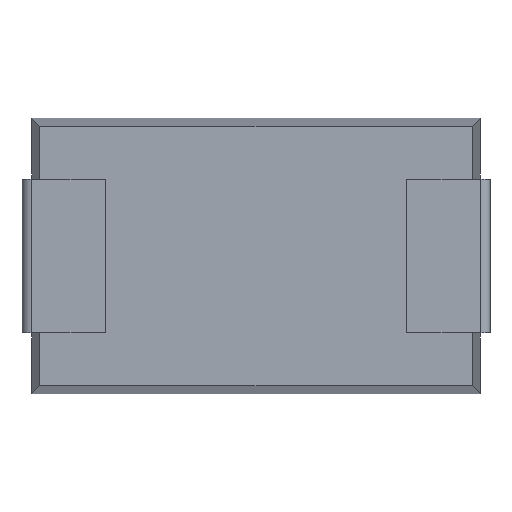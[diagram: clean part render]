
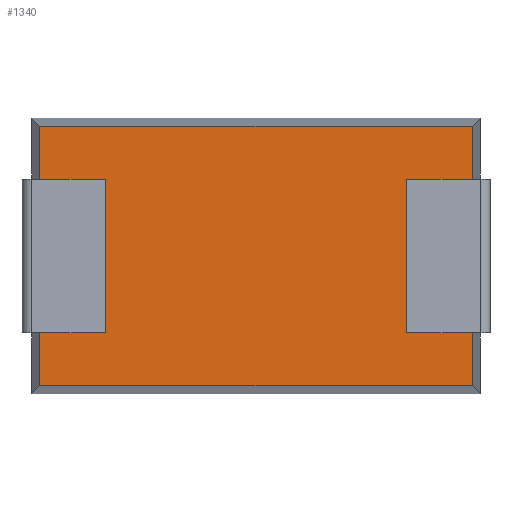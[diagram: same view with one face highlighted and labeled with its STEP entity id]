
A CAD part, front view. The second image highlights one B-rep face of the part: STEP entity #1340.
In plain terms, the highlighted planar face has unit normal (0, -1, 0).
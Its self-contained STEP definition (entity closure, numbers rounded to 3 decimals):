
#15 = VERTEX_POINT ( 'NONE', #29 ) ;
#16 = LINE ( 'NONE', #182, #845 ) ;
#29 = CARTESIAN_POINT ( 'NONE',  ( -3.37, 0.13, -2.02 ) ) ;
#76 = LINE ( 'NONE', #730, #472 ) ;
#88 = DIRECTION ( 'NONE',  ( 1., 0., 0. ) ) ;
#153 = EDGE_LOOP ( 'NONE', ( #980, #328, #1207, #1458 ) ) ;
#182 = CARTESIAN_POINT ( 'NONE',  ( 3.37, 0.13, 0. ) ) ;
#328 = ORIENTED_EDGE ( 'NONE', *, *, #506, .F. ) ;
#362 = VECTOR ( 'NONE', #1675, 1000. ) ;
#456 = VERTEX_POINT ( 'NONE', #1009 ) ;
#472 = VECTOR ( 'NONE', #88, 1000. ) ;
#484 = DIRECTION ( 'NONE',  ( 0., 0., 1. ) ) ;
#506 = EDGE_CURVE ( 'NONE', #15, #456, #679, .T. ) ;
#646 = DIRECTION ( 'NONE',  ( 0., 0., -1. ) ) ;
#658 = VERTEX_POINT ( 'NONE', #1221 ) ;
#679 = LINE ( 'NONE', #1039, #1926 ) ;
#730 = CARTESIAN_POINT ( 'NONE',  ( 0., 0.13, 2.02 ) ) ;
#759 = CARTESIAN_POINT ( 'NONE',  ( 3.37, 0.13, -2.02 ) ) ;
#809 = PLANE ( 'NONE',  #829 ) ;
#815 = FACE_OUTER_BOUND ( 'NONE', #153, .T. ) ;
#827 = CARTESIAN_POINT ( 'NONE',  ( 0., 0.13, -2.02 ) ) ;
#829 = AXIS2_PLACEMENT_3D ( 'NONE', #1976, #1481, #484 ) ;
#845 = VECTOR ( 'NONE', #646, 1000. ) ;
#980 = ORIENTED_EDGE ( 'NONE', *, *, #1808, .F. ) ;
#1009 = CARTESIAN_POINT ( 'NONE',  ( -3.37, 0.13, 2.02 ) ) ;
#1018 = EDGE_CURVE ( 'NONE', #658, #1201, #16, .T. ) ;
#1039 = CARTESIAN_POINT ( 'NONE',  ( -3.37, 0.13, 0. ) ) ;
#1201 = VERTEX_POINT ( 'NONE', #759 ) ;
#1207 = ORIENTED_EDGE ( 'NONE', *, *, #1930, .F. ) ;
#1221 = CARTESIAN_POINT ( 'NONE',  ( 3.37, 0.13, 2.02 ) ) ;
#1340 = ADVANCED_FACE ( 'NONE', ( #815 ), #809, .F. ) ;
#1345 = DIRECTION ( 'NONE',  ( 0., 0., 1. ) ) ;
#1458 = ORIENTED_EDGE ( 'NONE', *, *, #1018, .F. ) ;
#1481 = DIRECTION ( 'NONE',  ( 0., 1., 0. ) ) ;
#1675 = DIRECTION ( 'NONE',  ( -1., 0., 0. ) ) ;
#1808 = EDGE_CURVE ( 'NONE', #456, #658, #76, .T. ) ;
#1926 = VECTOR ( 'NONE', #1345, 1000. ) ;
#1930 = EDGE_CURVE ( 'NONE', #1201, #15, #1991, .T. ) ;
#1976 = CARTESIAN_POINT ( 'NONE',  ( 0., 0.13, 0. ) ) ;
#1991 = LINE ( 'NONE', #827, #362 ) ;
